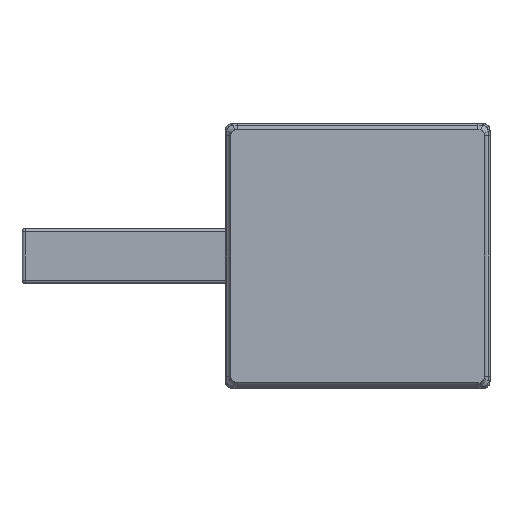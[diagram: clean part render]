
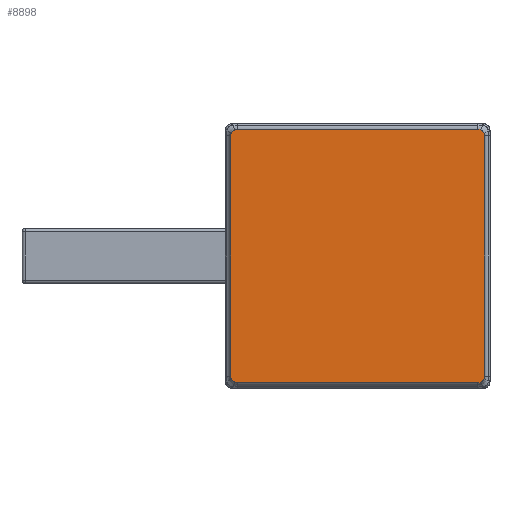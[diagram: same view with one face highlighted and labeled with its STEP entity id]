
A CAD part, front view. The second image highlights one B-rep face of the part: STEP entity #8898.
In plain terms, the highlighted planar face has unit normal (0, -1, 0).
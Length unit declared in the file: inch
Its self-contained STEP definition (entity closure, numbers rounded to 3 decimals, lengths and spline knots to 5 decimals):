
#2749=CARTESIAN_POINT('',(-1.085,-0.42,1.085));
#2750=DIRECTION('',(0.,-1.,0.));
#2751=DIRECTION('',(0.,0.,1.));
#2752=AXIS2_PLACEMENT_3D('',#2749,#2750,#2751);
#2779=CARTESIAN_POINT('',(1.085,-0.42,-1.085));
#2780=DIRECTION('',(0.,-1.,0.));
#2781=DIRECTION('',(0.,0.,-1.));
#2782=AXIS2_PLACEMENT_3D('',#2779,#2780,#2781);
#2809=DIRECTION('',(0.,0.,-1.));
#2810=VECTOR('',#2809,2.17);
#2811=CARTESIAN_POINT('',(1.145,-0.42,1.085));
#2812=LINE('',#2811,#2810);
#2825=CARTESIAN_POINT('',(1.085,-0.42,1.085));
#2826=DIRECTION('',(0.,-1.,0.));
#2827=DIRECTION('',(1.,0.,0.));
#2828=AXIS2_PLACEMENT_3D('',#2825,#2826,#2827);
#2855=DIRECTION('',(1.,0.,0.));
#2856=VECTOR('',#2855,2.17);
#2857=CARTESIAN_POINT('',(-1.085,-0.42,1.145));
#2858=LINE('',#2857,#2856);
#2871=DIRECTION('',(-1.,0.,0.));
#2872=VECTOR('',#2871,2.17);
#2873=CARTESIAN_POINT('',(1.085,-0.42,-1.145));
#2874=LINE('',#2873,#2872);
#2887=CARTESIAN_POINT('',(-1.085,-0.42,-1.085));
#2888=DIRECTION('',(0.,-1.,0.));
#2889=DIRECTION('',(-1.,0.,0.));
#2890=AXIS2_PLACEMENT_3D('',#2887,#2888,#2889);
#2917=DIRECTION('',(0.,0.,1.));
#2918=VECTOR('',#2917,2.17);
#2919=CARTESIAN_POINT('',(-1.145,-0.42,-1.085));
#2920=LINE('',#2919,#2918);
#3528=CARTESIAN_POINT('',(1.085,-0.42,-1.145));
#3529=CARTESIAN_POINT('',(1.145,-0.42,-1.085));
#3530=VERTEX_POINT('',#3528);
#3531=VERTEX_POINT('',#3529);
#3532=CARTESIAN_POINT('',(-1.085,-0.42,-1.145));
#3533=VERTEX_POINT('',#3532);
#3534=CARTESIAN_POINT('',(-1.145,-0.42,-1.085));
#3535=VERTEX_POINT('',#3534);
#3536=CARTESIAN_POINT('',(-1.145,-0.42,1.085));
#3537=VERTEX_POINT('',#3536);
#3538=CARTESIAN_POINT('',(-1.085,-0.42,1.145));
#3539=VERTEX_POINT('',#3538);
#3540=CARTESIAN_POINT('',(1.085,-0.42,1.145));
#3541=VERTEX_POINT('',#3540);
#3542=CARTESIAN_POINT('',(1.145,-0.42,1.085));
#3543=VERTEX_POINT('',#3542);
#8876=CARTESIAN_POINT('',(0.,-0.42,0.));
#8877=DIRECTION('',(0.,1.,0.));
#8878=DIRECTION('',(1.,0.,0.));
#8879=AXIS2_PLACEMENT_3D('',#8876,#8877,#8878);
#8880=PLANE('',#8879);
#8882=ORIENTED_EDGE('',*,*,#8881,.F.);
#8884=ORIENTED_EDGE('',*,*,#8883,.T.);
#8886=ORIENTED_EDGE('',*,*,#8885,.F.);
#8888=ORIENTED_EDGE('',*,*,#8887,.T.);
#8889=ORIENTED_EDGE('',*,*,#8864,.F.);
#8891=ORIENTED_EDGE('',*,*,#8890,.T.);
#8893=ORIENTED_EDGE('',*,*,#8892,.F.);
#8895=ORIENTED_EDGE('',*,*,#8894,.T.);
#8896=EDGE_LOOP('',(#8882,#8884,#8886,#8888,#8889,#8891,#8893,#8895));
#8897=FACE_OUTER_BOUND('',#8896,.F.);
#8898=ADVANCED_FACE('',(#8897),#8880,.F.);
#2753=CIRCLE('',#2752,0.06);
#2783=CIRCLE('',#2782,0.06);
#2829=CIRCLE('',#2828,0.06);
#2891=CIRCLE('',#2890,0.06);
#8864=EDGE_CURVE('',#3539,#3537,#2753,.T.);
#8881=EDGE_CURVE('',#3530,#3531,#2783,.T.);
#8883=EDGE_CURVE('',#3530,#3533,#2874,.T.);
#8885=EDGE_CURVE('',#3535,#3533,#2891,.T.);
#8887=EDGE_CURVE('',#3535,#3537,#2920,.T.);
#8890=EDGE_CURVE('',#3539,#3541,#2858,.T.);
#8892=EDGE_CURVE('',#3543,#3541,#2829,.T.);
#8894=EDGE_CURVE('',#3543,#3531,#2812,.T.);
